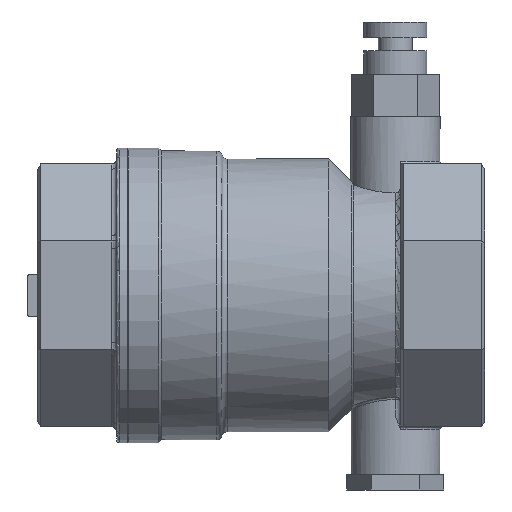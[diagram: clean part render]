
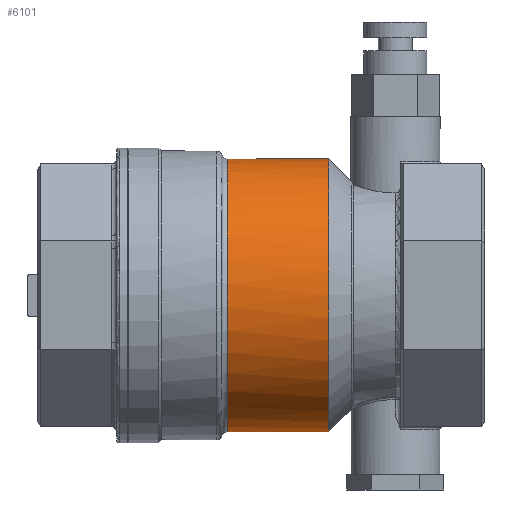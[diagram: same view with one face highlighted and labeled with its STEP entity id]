
A CAD part, left-side view. The second image highlights one B-rep face of the part: STEP entity #6101.
In plain terms, the highlighted cylindrical face has radius 26 mm (diameter 52 mm), a full revolution.
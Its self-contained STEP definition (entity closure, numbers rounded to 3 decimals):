
#146=B_SPLINE_CURVE_WITH_KNOTS('',3,(#8433,#8434,#8435,#8436,#8437,#8438,
#8439,#8440,#8441,#8442,#8443,#8444),.UNSPECIFIED.,.F.,.F.,(4,1,1,1,1,1,
1,1,1,4),(0.001,0.006,0.011,0.016,
0.021,0.023,0.026,0.031,
0.036,0.04),.UNSPECIFIED.);
#322=CYLINDRICAL_SURFACE('',#6457,26.);
#422=CIRCLE('',#6458,26.);
#423=CIRCLE('',#6459,26.);
#674=ORIENTED_EDGE('',*,*,#1996,.T.);
#675=ORIENTED_EDGE('',*,*,#1997,.T.);
#676=ORIENTED_EDGE('',*,*,#1998,.T.);
#1996=EDGE_CURVE('',#2656,#2656,#422,.T.);
#1997=EDGE_CURVE('',#2657,#2658,#146,.T.);
#1998=EDGE_CURVE('',#2658,#2657,#423,.F.);
#2656=VERTEX_POINT('',#8432);
#2657=VERTEX_POINT('',#8445);
#2658=VERTEX_POINT('',#8446);
#3577=EDGE_LOOP('',(#674));
#3578=EDGE_LOOP('',(#675,#676));
#3933=FACE_BOUND('',#3577,.T.);
#3934=FACE_BOUND('',#3578,.T.);
#6101=ADVANCED_FACE('',(#3933,#3934),#322,.T.);
#6457=AXIS2_PLACEMENT_3D('',#8430,#7037,#7038);
#6458=AXIS2_PLACEMENT_3D('',#8431,#7039,#7040);
#6459=AXIS2_PLACEMENT_3D('',#8447,#7041,#7042);
#7037=DIRECTION('',(0.,-1.,0.));
#7038=DIRECTION('',(0.,0.,-1.));
#7039=DIRECTION('',(0.,1.,0.));
#7040=DIRECTION('',(-1.,0.,0.));
#7041=DIRECTION('',(0.,1.,0.));
#7042=DIRECTION('',(0.,0.,1.));
#8430=CARTESIAN_POINT('',(0.,50.,0.));
#8431=CARTESIAN_POINT('',(0.,29.7,0.));
#8432=CARTESIAN_POINT('',(-26.,29.7,0.));
#8433=CARTESIAN_POINT('',(23.311,49.,-11.515));
#8434=CARTESIAN_POINT('',(23.246,47.36,-11.647));
#8435=CARTESIAN_POINT('',(23.459,44.022,-11.247));
#8436=CARTESIAN_POINT('',(24.539,39.731,-8.814));
#8437=CARTESIAN_POINT('',(25.669,36.75,-4.912));
#8438=CARTESIAN_POINT('',(26.082,35.814,-0.836));
#8439=CARTESIAN_POINT('',(25.92,36.186,2.476));
#8440=CARTESIAN_POINT('',(25.477,37.251,5.565));
#8441=CARTESIAN_POINT('',(24.536,39.741,8.824));
#8442=CARTESIAN_POINT('',(23.459,44.028,11.246));
#8443=CARTESIAN_POINT('',(23.245,47.353,11.648));
#8444=CARTESIAN_POINT('',(23.311,49.,11.515));
#8445=CARTESIAN_POINT('',(23.311,49.,-11.515));
#8446=CARTESIAN_POINT('',(23.311,49.,11.515));
#8447=CARTESIAN_POINT('',(0.,49.,0.));
